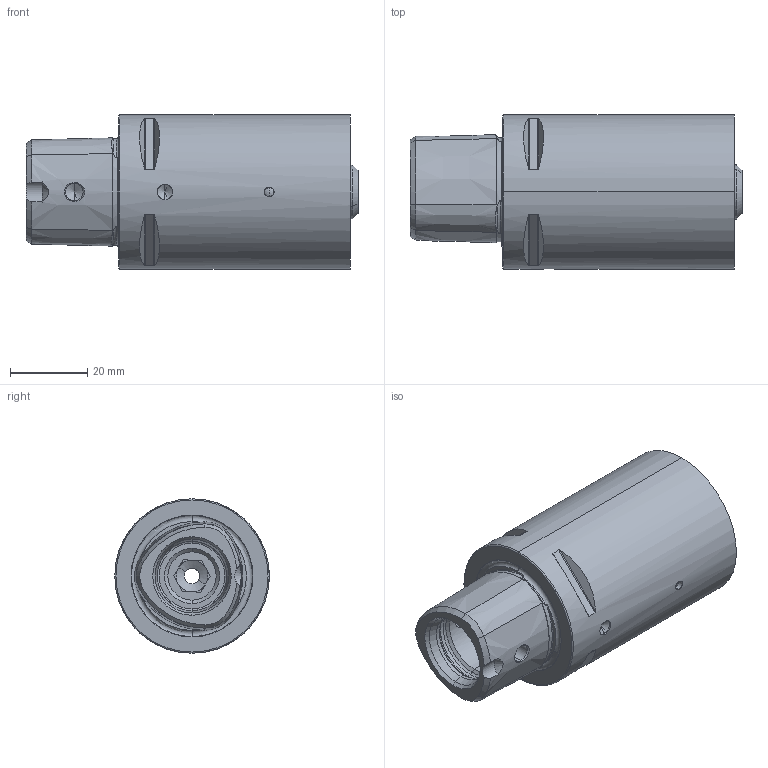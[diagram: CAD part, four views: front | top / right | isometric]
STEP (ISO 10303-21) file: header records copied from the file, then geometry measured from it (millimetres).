
FILE_DESCRIPTION (( 'STEP AP214' ), '1' );
FILE_NAME ('PS4.PS4.K01.060.STEP', '2017-01-10T11:21:01', ( 'SWIAdmin' ), ( 'Hewlett-Packard Company' ), 'SwSTEP 2.0', 'SolidWorks 2015', '' );
FILE_SCHEMA (( 'AUTOMOTIVE_DESIGN' ));
Length unit declared in the file: millimetre
Products named in the file (5): PS4.PS4.K01.060; PS4-PS4.K01.060_A; PS4-ER1.K01.047_A_PreviewCfg; PS4-ER2.001.017_A; ISO 8745-2.5x8_PreviewCfg
Assembly tree (4 placements, depth 2):
  PS4.PS4.K01.060
    PS4-PS4.K01.060_A
    PS4-ER1.K01.047_A_PreviewCfg
    PS4-ER2.001.017_A
    ISO 8745-2.5x8_PreviewCfg
Bounding box: 86 x 40 x 40 mm (x, y, z)
Volume: 69339.9 mm3; surface area: 24049.8 mm2
Topology: 4 solids, 4 shells, 245 faces, 569 edges, 336 vertices
Faces by surface type: cone 72, torus 60, cylinder 56, plane 53, sphere 4
Entity records: 7903 total; most frequent: CARTESIAN_POINT 2053, DIRECTION 1255, ORIENTED_EDGE 1130, EDGE_CURVE 565, AXIS2_PLACEMENT_3D 538, VERTEX_POINT 336, CIRCLE 286, EDGE_LOOP 265
